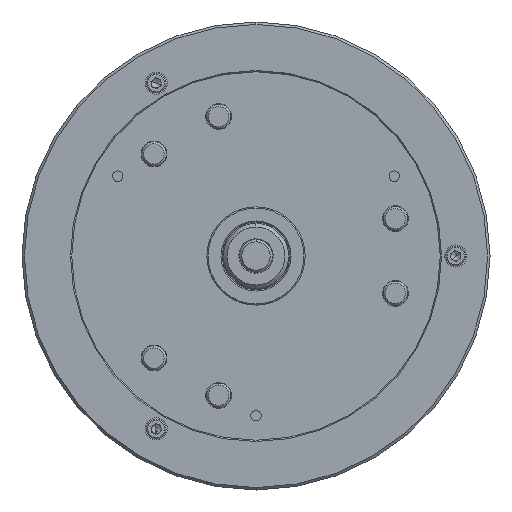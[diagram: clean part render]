
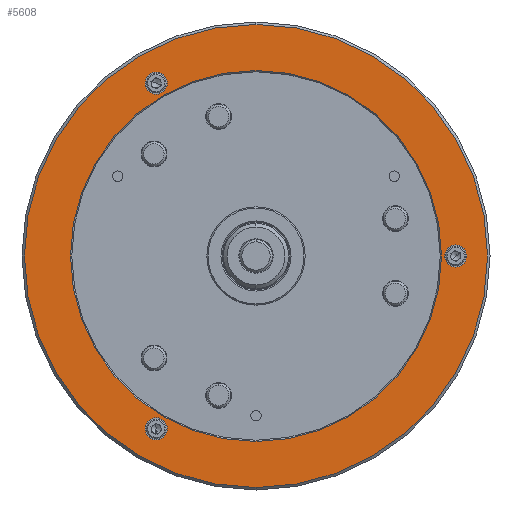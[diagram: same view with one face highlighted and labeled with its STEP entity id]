
A CAD part, left-side view. The second image highlights one B-rep face of the part: STEP entity #5608.
In plain terms, the highlighted planar face has unit normal (-1, 0, 0).
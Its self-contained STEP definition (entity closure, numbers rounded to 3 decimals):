
#140 = DIRECTION ( 'NONE',  ( -1., 0., 0. ) ) ;
#227 = DIRECTION ( 'NONE',  ( -1., 0., 0. ) ) ;
#235 = DIRECTION ( 'NONE',  ( 0., 0., 1. ) ) ;
#308 = DIRECTION ( 'NONE',  ( -1., 0., 0. ) ) ;
#695 = ORIENTED_EDGE ( 'NONE', *, *, #14450, .T. ) ;
#740 = DIRECTION ( 'NONE',  ( 0., 0., 1. ) ) ;
#845 = EDGE_CURVE ( 'NONE', #8021, #10945, #12620, .T. ) ;
#1530 = DIRECTION ( 'NONE',  ( 1., 0., 0. ) ) ;
#1623 = CIRCLE ( 'NONE', #3414, 9. ) ;
#1673 = EDGE_LOOP ( 'NONE', ( #9355, #17101 ) ) ;
#1734 = DIRECTION ( 'NONE',  ( -1., 0., 0. ) ) ;
#1787 = AXIS2_PLACEMENT_3D ( 'NONE', #19817, #10022, #235 ) ;
#1795 = CARTESIAN_POINT ( 'NONE',  ( 0., -162.5, 9. ) ) ;
#2187 = DIRECTION ( 'NONE',  ( -1., 0., 0. ) ) ;
#2919 = AXIS2_PLACEMENT_3D ( 'NONE', #9944, #140, #11601 ) ;
#2975 = AXIS2_PLACEMENT_3D ( 'NONE', #18481, #8692, #20128 ) ;
#3414 = AXIS2_PLACEMENT_3D ( 'NONE', #10009, #227, #11668 ) ;
#3790 = CARTESIAN_POINT ( 'NONE',  ( 0., 81.25, 131.729 ) ) ;
#3842 = ORIENTED_EDGE ( 'NONE', *, *, #11177, .F. ) ;
#5065 = CARTESIAN_POINT ( 'NONE',  ( 0., 0., 0. ) ) ;
#5100 = AXIS2_PLACEMENT_3D ( 'NONE', #6774, #18194, #8402 ) ;
#5254 = CIRCLE ( 'NONE', #2975, 9. ) ;
#5360 = EDGE_CURVE ( 'NONE', #12465, #21034, #16733, .T. ) ;
#5608 = ADVANCED_FACE ( 'NONE', ( #20781, #17464, #16454, #12111, #7755 ), #8930, .T. ) ;
#6135 = ORIENTED_EDGE ( 'NONE', *, *, #11919, .F. ) ;
#6182 = CARTESIAN_POINT ( 'NONE',  ( 0., 81.25, -149.729 ) ) ;
#6257 = VERTEX_POINT ( 'NONE', #3790 ) ;
#6436 = CARTESIAN_POINT ( 'NONE',  ( 0., 0., 188.5 ) ) ;
#6479 = VERTEX_POINT ( 'NONE', #18981 ) ;
#6774 = CARTESIAN_POINT ( 'NONE',  ( 0., 81.25, 140.729 ) ) ;
#6790 = AXIS2_PLACEMENT_3D ( 'NONE', #20322, #10531, #740 ) ;
#6926 = CIRCLE ( 'NONE', #1787, 9. ) ;
#7001 = EDGE_CURVE ( 'NONE', #21034, #12465, #7447, .T. ) ;
#7158 = AXIS2_PLACEMENT_3D ( 'NONE', #12005, #2187, #13643 ) ;
#7229 = CARTESIAN_POINT ( 'NONE',  ( 0., 0., -151. ) ) ;
#7340 = VERTEX_POINT ( 'NONE', #6182 ) ;
#7447 = CIRCLE ( 'NONE', #7158, 188.5 ) ;
#7728 = VERTEX_POINT ( 'NONE', #17467 ) ;
#7755 = FACE_OUTER_BOUND ( 'NONE', #19456, .T. ) ;
#8021 = VERTEX_POINT ( 'NONE', #1795 ) ;
#8402 = DIRECTION ( 'NONE',  ( 0., 0., 1. ) ) ;
#8518 = VERTEX_POINT ( 'NONE', #8941 ) ;
#8692 = DIRECTION ( 'NONE',  ( -1., 0., 0. ) ) ;
#8930 = PLANE ( 'NONE',  #18435 ) ;
#8941 = CARTESIAN_POINT ( 'NONE',  ( 0., 81.25, 149.729 ) ) ;
#9005 = CARTESIAN_POINT ( 'NONE',  ( 0., 190.5, 0. ) ) ;
#9075 = DIRECTION ( 'NONE',  ( 0., 0., 1. ) ) ;
#9326 = CARTESIAN_POINT ( 'NONE',  ( 0., -162.5, -9. ) ) ;
#9355 = ORIENTED_EDGE ( 'NONE', *, *, #20442, .F. ) ;
#9888 = EDGE_CURVE ( 'NONE', #7340, #7728, #5254, .T. ) ;
#9944 = CARTESIAN_POINT ( 'NONE',  ( 0., -162.5, 0. ) ) ;
#10009 = CARTESIAN_POINT ( 'NONE',  ( 0., 81.25, -140.729 ) ) ;
#10022 = DIRECTION ( 'NONE',  ( -1., 0., 0. ) ) ;
#10531 = DIRECTION ( 'NONE',  ( 1., 0., 0. ) ) ;
#10945 = VERTEX_POINT ( 'NONE', #9326 ) ;
#11177 = EDGE_CURVE ( 'NONE', #10945, #8021, #13452, .T. ) ;
#11342 = CARTESIAN_POINT ( 'NONE',  ( 0., 0., 0. ) ) ;
#11541 = CARTESIAN_POINT ( 'NONE',  ( 0., -162.5, 0. ) ) ;
#11601 = DIRECTION ( 'NONE',  ( 0., 0., 1. ) ) ;
#11668 = DIRECTION ( 'NONE',  ( 0., 0., 1. ) ) ;
#11749 = DIRECTION ( 'NONE',  ( 0., 0., 1. ) ) ;
#11919 = EDGE_CURVE ( 'NONE', #7728, #7340, #1623, .T. ) ;
#12005 = CARTESIAN_POINT ( 'NONE',  ( 0., 0., 0. ) ) ;
#12111 = FACE_BOUND ( 'NONE', #20682, .T. ) ;
#12465 = VERTEX_POINT ( 'NONE', #6436 ) ;
#12620 = CIRCLE ( 'NONE', #2919, 9. ) ;
#12991 = DIRECTION ( 'NONE',  ( 0., 0., 1. ) ) ;
#13160 = ORIENTED_EDGE ( 'NONE', *, *, #5360, .T. ) ;
#13182 = DIRECTION ( 'NONE',  ( 0., 0., 1. ) ) ;
#13452 = CIRCLE ( 'NONE', #18882, 9. ) ;
#13643 = DIRECTION ( 'NONE',  ( 0., 0., 1. ) ) ;
#14171 = CIRCLE ( 'NONE', #6790, 151. ) ;
#14450 = EDGE_CURVE ( 'NONE', #6479, #18687, #16997, .T. ) ;
#14616 = EDGE_CURVE ( 'NONE', #6257, #8518, #14959, .T. ) ;
#14959 = CIRCLE ( 'NONE', #5100, 9. ) ;
#15089 = EDGE_LOOP ( 'NONE', ( #695, #19016 ) ) ;
#15737 = EDGE_CURVE ( 'NONE', #18687, #6479, #14171, .T. ) ;
#16454 = FACE_BOUND ( 'NONE', #15089, .T. ) ;
#16641 = CARTESIAN_POINT ( 'NONE',  ( 0., 0., -188.5 ) ) ;
#16733 = CIRCLE ( 'NONE', #17741, 188.5 ) ;
#16997 = CIRCLE ( 'NONE', #18670, 151. ) ;
#17101 = ORIENTED_EDGE ( 'NONE', *, *, #14616, .F. ) ;
#17464 = FACE_BOUND ( 'NONE', #1673, .T. ) ;
#17467 = CARTESIAN_POINT ( 'NONE',  ( 0., 81.25, -131.729 ) ) ;
#17741 = AXIS2_PLACEMENT_3D ( 'NONE', #5065, #308, #11749 ) ;
#17962 = EDGE_LOOP ( 'NONE', ( #20226, #3842 ) ) ;
#18194 = DIRECTION ( 'NONE',  ( -1., 0., 0. ) ) ;
#18435 = AXIS2_PLACEMENT_3D ( 'NONE', #9005, #18872, #9075 ) ;
#18481 = CARTESIAN_POINT ( 'NONE',  ( 0., 81.25, -140.729 ) ) ;
#18670 = AXIS2_PLACEMENT_3D ( 'NONE', #11342, #1530, #12991 ) ;
#18687 = VERTEX_POINT ( 'NONE', #7229 ) ;
#18872 = DIRECTION ( 'NONE',  ( -1., 0., 0. ) ) ;
#18882 = AXIS2_PLACEMENT_3D ( 'NONE', #11541, #1734, #13182 ) ;
#18979 = ORIENTED_EDGE ( 'NONE', *, *, #7001, .T. ) ;
#18981 = CARTESIAN_POINT ( 'NONE',  ( 0., 0., 151. ) ) ;
#19016 = ORIENTED_EDGE ( 'NONE', *, *, #15737, .T. ) ;
#19456 = EDGE_LOOP ( 'NONE', ( #18979, #13160 ) ) ;
#19817 = CARTESIAN_POINT ( 'NONE',  ( 0., 81.25, 140.729 ) ) ;
#20128 = DIRECTION ( 'NONE',  ( 0., 0., 1. ) ) ;
#20226 = ORIENTED_EDGE ( 'NONE', *, *, #845, .F. ) ;
#20322 = CARTESIAN_POINT ( 'NONE',  ( 0., 0., 0. ) ) ;
#20401 = ORIENTED_EDGE ( 'NONE', *, *, #9888, .F. ) ;
#20442 = EDGE_CURVE ( 'NONE', #8518, #6257, #6926, .T. ) ;
#20682 = EDGE_LOOP ( 'NONE', ( #6135, #20401 ) ) ;
#20781 = FACE_BOUND ( 'NONE', #17962, .T. ) ;
#21034 = VERTEX_POINT ( 'NONE', #16641 ) ;
